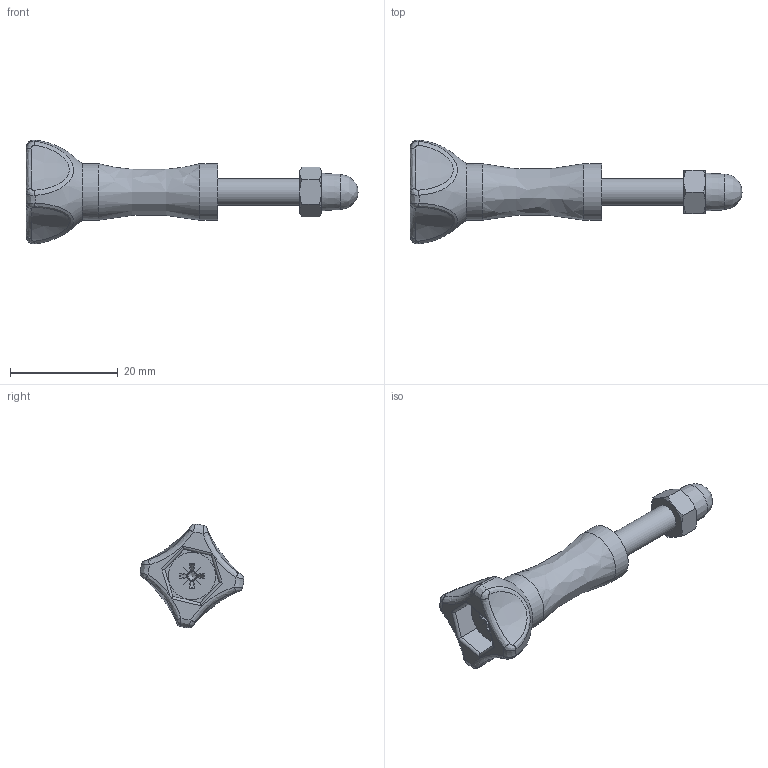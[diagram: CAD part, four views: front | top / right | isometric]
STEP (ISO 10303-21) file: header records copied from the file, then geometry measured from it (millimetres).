
FILE_DESCRIPTION (( 'STEP AP203' ), '1' );
FILE_NAME ('GoPro_Screw.STEP', '2019-02-26T11:55:01', ( '' ), ( '' ), 'SwSTEP 2.0', 'SolidWorks 2011', '' );
FILE_SCHEMA (( 'CONFIG_CONTROL_DESIGN' ));
Length unit declared in the file: millimetre
Products named in the file (1): GoPro_Screw
Bounding box: 61.72 x 19.29 x 19.29 mm (x, y, z)
Volume: 3640.1 mm3; surface area: 3465.3 mm2
Topology: 3 solids, 3 shells, 112 faces, 298 edges, 192 vertices
Faces by surface type: plane 36, bspline 32, cone 31, cylinder 13
Full cylindrical faces by diameter (mm): 4.019 x1, 4.134 x1, 5 x1, 5.5 x1, 8.75 x1, 10.5 x2
Entity records: 5216 total; most frequent: CARTESIAN_POINT 2915, ORIENTED_EDGE 538, DIRECTION 328, EDGE_CURVE 269, VERTEX_POINT 181, AXIS2_PLACEMENT_3D 135, EDGE_LOOP 132, B_SPLINE_CURVE_WITH_KNOTS 127
